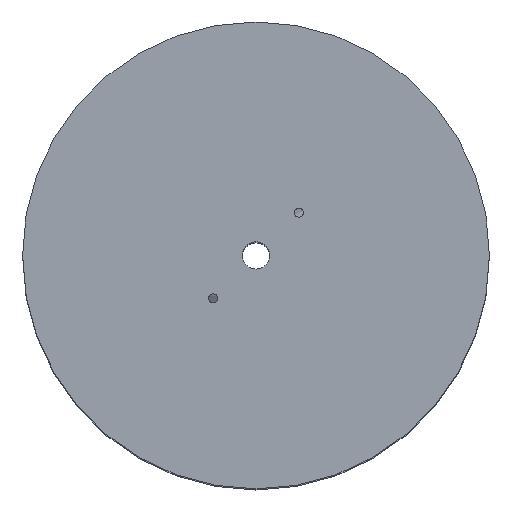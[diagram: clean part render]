
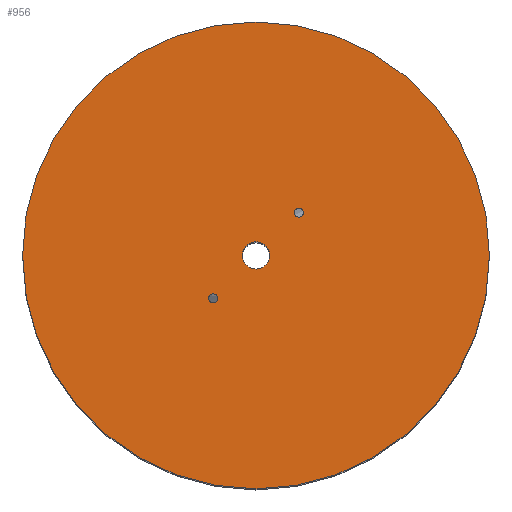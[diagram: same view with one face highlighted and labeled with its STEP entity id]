
A CAD part, top view. The second image highlights one B-rep face of the part: STEP entity #956.
In plain terms, the highlighted planar face has unit normal (0, 0, 1).
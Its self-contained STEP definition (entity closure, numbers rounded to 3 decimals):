
#34=FACE_BOUND('',#210,.T.);
#35=FACE_BOUND('',#211,.T.);
#36=FACE_BOUND('',#212,.T.);
#65=CIRCLE('',#997,4.5);
#66=CIRCLE('',#999,1.5);
#67=CIRCLE('',#1001,1.5);
#68=CIRCLE('',#1003,77.);
#84=PLANE('',#1004);
#140=FACE_OUTER_BOUND('',#209,.T.);
#209=EDGE_LOOP('',(#857));
#210=EDGE_LOOP('',(#858));
#211=EDGE_LOOP('',(#859));
#212=EDGE_LOOP('',(#860));
#425=VERTEX_POINT('',#5810);
#426=VERTEX_POINT('',#5814);
#427=VERTEX_POINT('',#5818);
#428=VERTEX_POINT('',#5822);
#565=EDGE_CURVE('',#425,#425,#65,.T.);
#567=EDGE_CURVE('',#426,#426,#66,.T.);
#569=EDGE_CURVE('',#427,#427,#67,.T.);
#571=EDGE_CURVE('',#428,#428,#68,.T.);
#857=ORIENTED_EDGE('',*,*,#571,.T.);
#858=ORIENTED_EDGE('',*,*,#569,.T.);
#859=ORIENTED_EDGE('',*,*,#567,.T.);
#860=ORIENTED_EDGE('',*,*,#565,.T.);
#956=ADVANCED_FACE('',(#140,#34,#35,#36),#84,.T.);
#997=AXIS2_PLACEMENT_3D('',#5811,#1062,#1063);
#999=AXIS2_PLACEMENT_3D('',#5815,#1067,#1068);
#1001=AXIS2_PLACEMENT_3D('',#5819,#1072,#1073);
#1003=AXIS2_PLACEMENT_3D('',#5823,#1077,#1078);
#1004=AXIS2_PLACEMENT_3D('',#5825,#1080,#1081);
#1062=DIRECTION('center_axis',(0.,0.,-1.));
#1063=DIRECTION('ref_axis',(1.,0.,0.));
#1067=DIRECTION('center_axis',(0.,0.,-1.));
#1068=DIRECTION('ref_axis',(1.,0.,0.));
#1072=DIRECTION('center_axis',(0.,0.,-1.));
#1073=DIRECTION('ref_axis',(1.,0.,0.));
#1077=DIRECTION('center_axis',(0.,0.,1.));
#1078=DIRECTION('ref_axis',(1.,0.,0.));
#1080=DIRECTION('center_axis',(0.,0.,1.));
#1081=DIRECTION('ref_axis',(1.,0.,0.));
#5810=CARTESIAN_POINT('',(-4.5,0.,211.2));
#5811=CARTESIAN_POINT('Origin',(0.,0.,211.2));
#5814=CARTESIAN_POINT('',(-15.642,-14.142,211.2));
#5815=CARTESIAN_POINT('Origin',(-14.142,-14.142,211.2));
#5818=CARTESIAN_POINT('',(12.642,14.142,211.2));
#5819=CARTESIAN_POINT('Origin',(14.142,14.142,211.2));
#5822=CARTESIAN_POINT('',(-77.,0.,211.2));
#5823=CARTESIAN_POINT('Origin',(0.,0.,211.2));
#5825=CARTESIAN_POINT('Origin',(0.,0.,211.2));
